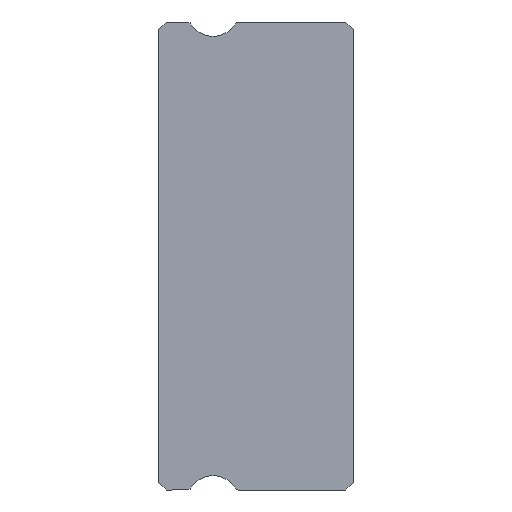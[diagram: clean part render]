
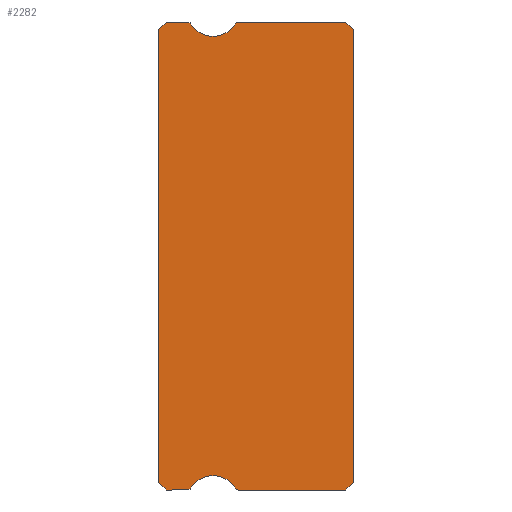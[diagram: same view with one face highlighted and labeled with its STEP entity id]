
A CAD part, left-side view. The second image highlights one B-rep face of the part: STEP entity #2282.
In plain terms, the highlighted planar face has unit normal (-1, 0, 0).
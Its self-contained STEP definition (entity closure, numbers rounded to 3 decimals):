
#2 = AXIS2_PLACEMENT_3D ( 'NONE', #1422, #2135, #1932 ) ;
#9 = ORIENTED_EDGE ( 'NONE', *, *, #330, .F. ) ;
#10 = VERTEX_POINT ( 'NONE', #1953 ) ;
#27 = DIRECTION ( 'NONE',  ( 0., -0.707, -0.707 ) ) ;
#28 = DIRECTION ( 'NONE',  ( 1., 0., 0. ) ) ;
#35 = CIRCLE ( 'NONE', #610, 0.15 ) ;
#45 = CARTESIAN_POINT ( 'NONE',  ( -15., 7.2, 9. ) ) ;
#48 = CARTESIAN_POINT ( 'NONE',  ( -15., 5.4, 9.45 ) ) ;
#93 = VERTEX_POINT ( 'NONE', #1050 ) ;
#94 = DIRECTION ( 'NONE',  ( 0., 0., -1. ) ) ;
#116 = VECTOR ( 'NONE', #1334, 1000. ) ;
#131 = DIRECTION ( 'NONE',  ( 0., 0.707, -0.707 ) ) ;
#157 = LINE ( 'NONE', #1263, #2003 ) ;
#187 = CARTESIAN_POINT ( 'NONE',  ( -15., 6.381, 8.85 ) ) ;
#213 = CARTESIAN_POINT ( 'NONE',  ( -15., 6.381, 8.85 ) ) ;
#218 = VERTEX_POINT ( 'NONE', #1450 ) ;
#233 = EDGE_CURVE ( 'NONE', #1493, #10, #928, .T. ) ;
#240 = CARTESIAN_POINT ( 'NONE',  ( -15., 7.2, -9. ) ) ;
#261 = VECTOR ( 'NONE', #1361, 1000. ) ;
#267 = LINE ( 'NONE', #1327, #2265 ) ;
#281 = CARTESIAN_POINT ( 'NONE',  ( -15., 7.5, 8.7 ) ) ;
#309 = ORIENTED_EDGE ( 'NONE', *, *, #1636, .T. ) ;
#330 = EDGE_CURVE ( 'NONE', #1247, #1910, #465, .T. ) ;
#372 = ORIENTED_EDGE ( 'NONE', *, *, #1709, .F. ) ;
#373 = DIRECTION ( 'NONE',  ( 1., 0., 0. ) ) ;
#388 = AXIS2_PLACEMENT_3D ( 'NONE', #1491, #731, #940 ) ;
#423 = VECTOR ( 'NONE', #2284, 1000. ) ;
#433 = DIRECTION ( 'NONE',  ( -1., 0., 0. ) ) ;
#465 = CIRCLE ( 'NONE', #1703, 1. ) ;
#479 = ORIENTED_EDGE ( 'NONE', *, *, #829, .T. ) ;
#498 = LINE ( 'NONE', #1985, #2236 ) ;
#505 = CARTESIAN_POINT ( 'NONE',  ( -15., 0., -8.7 ) ) ;
#515 = DIRECTION ( 'NONE',  ( 0., 0., 1. ) ) ;
#518 = DIRECTION ( 'NONE',  ( 1., 0., 0. ) ) ;
#521 = EDGE_CURVE ( 'NONE', #2155, #1456, #2268, .T. ) ;
#560 = DIRECTION ( 'NONE',  ( 0., 0., -1. ) ) ;
#562 = CARTESIAN_POINT ( 'NONE',  ( -15., 7.5, 8.7 ) ) ;
#603 = CARTESIAN_POINT ( 'NONE',  ( -15., 6.381, -9. ) ) ;
#605 = VECTOR ( 'NONE', #2249, 1000. ) ;
#610 = AXIS2_PLACEMENT_3D ( 'NONE', #2310, #518, #560 ) ;
#618 = DIRECTION ( 'NONE',  ( 0., 0., -1. ) ) ;
#643 = CARTESIAN_POINT ( 'NONE',  ( -15., 6.381, -9. ) ) ;
#645 = LINE ( 'NONE', #240, #423 ) ;
#665 = ORIENTED_EDGE ( 'NONE', *, *, #1322, .F. ) ;
#676 = DIRECTION ( 'NONE',  ( -1., 0., 0. ) ) ;
#723 = PLANE ( 'NONE',  #2041 ) ;
#727 = CARTESIAN_POINT ( 'NONE',  ( -15., 0.3, 9. ) ) ;
#731 = DIRECTION ( 'NONE',  ( 1., 0., 0. ) ) ;
#763 = DIRECTION ( 'NONE',  ( 0., 0., -1. ) ) ;
#781 = ORIENTED_EDGE ( 'NONE', *, *, #826, .F. ) ;
#789 = EDGE_CURVE ( 'NONE', #1456, #1241, #1272, .T. ) ;
#796 = CARTESIAN_POINT ( 'NONE',  ( -15., 6.381, 9. ) ) ;
#811 = LINE ( 'NONE', #820, #261 ) ;
#818 = EDGE_LOOP ( 'NONE', ( #2130, #479, #1650, #1506, #1926, #665, #781, #372, #309, #1043, #2225, #1924, #9, #823, #2217, #1560, #1431 ) ) ;
#820 = CARTESIAN_POINT ( 'NONE',  ( -15., 7.5, 8.85 ) ) ;
#823 = ORIENTED_EDGE ( 'NONE', *, *, #1785, .F. ) ;
#826 = EDGE_CURVE ( 'NONE', #218, #1845, #267, .T. ) ;
#829 = EDGE_CURVE ( 'NONE', #1320, #2084, #645, .T. ) ;
#843 = VECTOR ( 'NONE', #27, 1000. ) ;
#846 = VERTEX_POINT ( 'NONE', #2254 ) ;
#857 = CARTESIAN_POINT ( 'NONE',  ( -15., 7.2, -9. ) ) ;
#889 = CARTESIAN_POINT ( 'NONE',  ( -15., 6.253, -8.928 ) ) ;
#915 = VECTOR ( 'NONE', #1436, 1000. ) ;
#917 = VECTOR ( 'NONE', #131, 1000. ) ;
#923 = DIRECTION ( 'NONE',  ( -1., 0., 0. ) ) ;
#928 = LINE ( 'NONE', #1672, #843 ) ;
#940 = DIRECTION ( 'NONE',  ( 0., 0., -1. ) ) ;
#943 = DIRECTION ( 'NONE',  ( 0., 0., -1. ) ) ;
#974 = EDGE_CURVE ( 'NONE', #846, #1493, #498, .T. ) ;
#1011 = CARTESIAN_POINT ( 'NONE',  ( -15., 4.547, 8.928 ) ) ;
#1036 = CARTESIAN_POINT ( 'NONE',  ( -15., 7.2, 9. ) ) ;
#1043 = ORIENTED_EDGE ( 'NONE', *, *, #233, .F. ) ;
#1045 = LINE ( 'NONE', #505, #917 ) ;
#1050 = CARTESIAN_POINT ( 'NONE',  ( -15., 6.253, 8.928 ) ) ;
#1051 = DIRECTION ( 'NONE',  ( 0., -1., 0. ) ) ;
#1071 = CIRCLE ( 'NONE', #1609, 1. ) ;
#1088 = VERTEX_POINT ( 'NONE', #562 ) ;
#1155 = AXIS2_PLACEMENT_3D ( 'NONE', #187, #28, #763 ) ;
#1169 = EDGE_CURVE ( 'NONE', #1861, #93, #1542, .T. ) ;
#1230 = CARTESIAN_POINT ( 'NONE',  ( -15., 5.4, -9.45 ) ) ;
#1241 = VERTEX_POINT ( 'NONE', #643 ) ;
#1247 = VERTEX_POINT ( 'NONE', #1718 ) ;
#1250 = EDGE_CURVE ( 'NONE', #2084, #1241, #1349, .T. ) ;
#1263 = CARTESIAN_POINT ( 'NONE',  ( -15., 0., 8.7 ) ) ;
#1272 = CIRCLE ( 'NONE', #388, 0.15 ) ;
#1290 = CARTESIAN_POINT ( 'NONE',  ( -15., 4.419, -9. ) ) ;
#1300 = CARTESIAN_POINT ( 'NONE',  ( -15., 5.4, 9.45 ) ) ;
#1320 = VERTEX_POINT ( 'NONE', #1408 ) ;
#1322 = EDGE_CURVE ( 'NONE', #1845, #2155, #1893, .T. ) ;
#1327 = CARTESIAN_POINT ( 'NONE',  ( -15., 6.381, -9. ) ) ;
#1334 = DIRECTION ( 'NONE',  ( 0., -1., 0. ) ) ;
#1349 = LINE ( 'NONE', #603, #116 ) ;
#1361 = DIRECTION ( 'NONE',  ( 0., 0., 1. ) ) ;
#1367 = VERTEX_POINT ( 'NONE', #1036 ) ;
#1408 = CARTESIAN_POINT ( 'NONE',  ( -15., 7.5, -8.7 ) ) ;
#1422 = CARTESIAN_POINT ( 'NONE',  ( -15., 4.419, -8.85 ) ) ;
#1431 = ORIENTED_EDGE ( 'NONE', *, *, #1438, .T. ) ;
#1436 = DIRECTION ( 'NONE',  ( 0., 0.707, -0.707 ) ) ;
#1438 = EDGE_CURVE ( 'NONE', #1367, #1088, #2343, .T. ) ;
#1450 = CARTESIAN_POINT ( 'NONE',  ( -15., 0.3, -9. ) ) ;
#1452 = EDGE_CURVE ( 'NONE', #1910, #846, #35, .T. ) ;
#1456 = VERTEX_POINT ( 'NONE', #889 ) ;
#1486 = DIRECTION ( 'NONE',  ( 0., 0., -1. ) ) ;
#1491 = CARTESIAN_POINT ( 'NONE',  ( -15., 6.381, -8.85 ) ) ;
#1493 = VERTEX_POINT ( 'NONE', #727 ) ;
#1506 = ORIENTED_EDGE ( 'NONE', *, *, #789, .F. ) ;
#1542 = CIRCLE ( 'NONE', #1155, 0.15 ) ;
#1560 = ORIENTED_EDGE ( 'NONE', *, *, #1839, .T. ) ;
#1609 = AXIS2_PLACEMENT_3D ( 'NONE', #1300, #923, #943 ) ;
#1636 = EDGE_CURVE ( 'NONE', #2182, #10, #157, .T. ) ;
#1650 = ORIENTED_EDGE ( 'NONE', *, *, #1250, .T. ) ;
#1653 = FACE_OUTER_BOUND ( 'NONE', #818, .T. ) ;
#1672 = CARTESIAN_POINT ( 'NONE',  ( -15., 0.3, 9. ) ) ;
#1701 = LINE ( 'NONE', #45, #605 ) ;
#1703 = AXIS2_PLACEMENT_3D ( 'NONE', #48, #433, #618 ) ;
#1709 = EDGE_CURVE ( 'NONE', #2182, #218, #1045, .T. ) ;
#1718 = CARTESIAN_POINT ( 'NONE',  ( -15., 5.4, 8.45 ) ) ;
#1747 = DIRECTION ( 'NONE',  ( 0., 1., 0. ) ) ;
#1785 = EDGE_CURVE ( 'NONE', #93, #1247, #1071, .T. ) ;
#1839 = EDGE_CURVE ( 'NONE', #1861, #1367, #1701, .T. ) ;
#1845 = VERTEX_POINT ( 'NONE', #1290 ) ;
#1861 = VERTEX_POINT ( 'NONE', #796 ) ;
#1893 = CIRCLE ( 'NONE', #2, 0.15 ) ;
#1910 = VERTEX_POINT ( 'NONE', #1011 ) ;
#1924 = ORIENTED_EDGE ( 'NONE', *, *, #1452, .F. ) ;
#1926 = ORIENTED_EDGE ( 'NONE', *, *, #521, .F. ) ;
#1932 = DIRECTION ( 'NONE',  ( 0., 0., -1. ) ) ;
#1953 = CARTESIAN_POINT ( 'NONE',  ( -15., 0., 8.7 ) ) ;
#1956 = EDGE_CURVE ( 'NONE', #1320, #1088, #811, .T. ) ;
#1981 = CARTESIAN_POINT ( 'NONE',  ( -15., 0., -8.7 ) ) ;
#1985 = CARTESIAN_POINT ( 'NONE',  ( -15., 6.381, 9. ) ) ;
#2003 = VECTOR ( 'NONE', #515, 1000. ) ;
#2041 = AXIS2_PLACEMENT_3D ( 'NONE', #213, #373, #1486 ) ;
#2084 = VERTEX_POINT ( 'NONE', #857 ) ;
#2130 = ORIENTED_EDGE ( 'NONE', *, *, #1956, .F. ) ;
#2135 = DIRECTION ( 'NONE',  ( 1., 0., 0. ) ) ;
#2155 = VERTEX_POINT ( 'NONE', #2160 ) ;
#2160 = CARTESIAN_POINT ( 'NONE',  ( -15., 4.547, -8.928 ) ) ;
#2165 = AXIS2_PLACEMENT_3D ( 'NONE', #1230, #676, #94 ) ;
#2182 = VERTEX_POINT ( 'NONE', #1981 ) ;
#2217 = ORIENTED_EDGE ( 'NONE', *, *, #1169, .F. ) ;
#2225 = ORIENTED_EDGE ( 'NONE', *, *, #974, .F. ) ;
#2236 = VECTOR ( 'NONE', #1051, 1000. ) ;
#2249 = DIRECTION ( 'NONE',  ( 0., 1., 0. ) ) ;
#2254 = CARTESIAN_POINT ( 'NONE',  ( -15., 4.419, 9. ) ) ;
#2265 = VECTOR ( 'NONE', #1747, 1000. ) ;
#2268 = CIRCLE ( 'NONE', #2165, 1. ) ;
#2282 = ADVANCED_FACE ( 'NONE', ( #1653 ), #723, .F. ) ;
#2284 = DIRECTION ( 'NONE',  ( 0., -0.707, -0.707 ) ) ;
#2310 = CARTESIAN_POINT ( 'NONE',  ( -15., 4.419, 8.85 ) ) ;
#2343 = LINE ( 'NONE', #281, #915 ) ;
